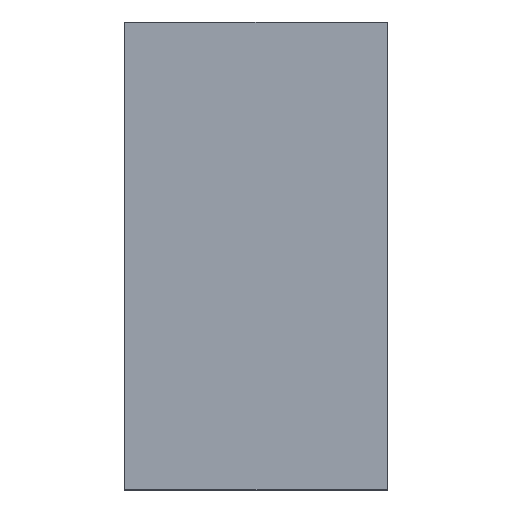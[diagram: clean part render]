
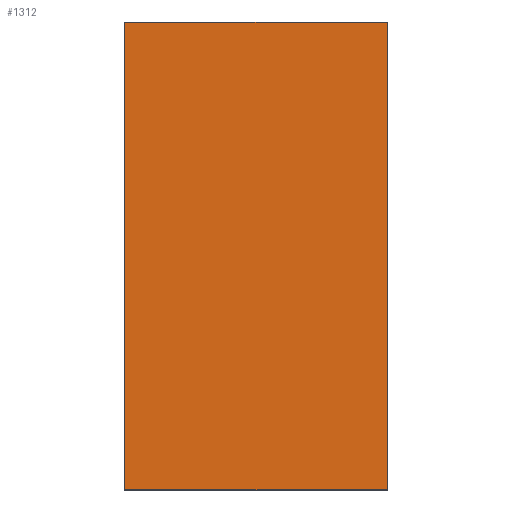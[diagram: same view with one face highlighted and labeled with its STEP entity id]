
A CAD part, top view. The second image highlights one B-rep face of the part: STEP entity #1312.
In plain terms, the highlighted planar face has unit normal (0, 0, 1).
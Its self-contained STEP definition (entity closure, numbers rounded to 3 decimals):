
#1153 = CARTESIAN_POINT ( 'NONE',  ( -1.55, -5.56, 4.2 ) ) ;
#1154 = VERTEX_POINT ( 'NONE', #1153 ) ;
#1161 = CARTESIAN_POINT ( 'NONE',  ( -1.55, 3.54, 4.2 ) ) ;
#1162 = VERTEX_POINT ( 'NONE', #1161 ) ;
#1163 = CARTESIAN_POINT ( 'NONE',  ( -1.55, 3.54, 4.2 ) ) ;
#1164 = DIRECTION ( 'NONE',  ( 0., -1., 0. ) ) ;
#1165 = VECTOR ( 'NONE', #1164, 1000. ) ;
#1166 = LINE ( 'NONE', #1163, #1165 ) ;
#1167 = EDGE_CURVE ( 'NONE', #1162, #1154, #1166, .T. ) ;
#1225 = CARTESIAN_POINT ( 'NONE',  ( 3.55, -5.56, 4.2 ) ) ;
#1226 = VERTEX_POINT ( 'NONE', #1225 ) ;
#1233 = CARTESIAN_POINT ( 'NONE',  ( -1.55, -5.56, 4.2 ) ) ;
#1234 = DIRECTION ( 'NONE',  ( 1., 0., 0. ) ) ;
#1235 = VECTOR ( 'NONE', #1234, 1000. ) ;
#1236 = LINE ( 'NONE', #1233, #1235 ) ;
#1237 = EDGE_CURVE ( 'NONE', #1154, #1226, #1236, .T. ) ;
#1256 = CARTESIAN_POINT ( 'NONE',  ( 3.55, 3.54, 4.2 ) ) ;
#1257 = VERTEX_POINT ( 'NONE', #1256 ) ;
#1264 = CARTESIAN_POINT ( 'NONE',  ( 3.55, 3.54, 4.2 ) ) ;
#1265 = DIRECTION ( 'NONE',  ( 0., 1., 0. ) ) ;
#1266 = VECTOR ( 'NONE', #1265, 1000. ) ;
#1267 = LINE ( 'NONE', #1264, #1266 ) ;
#1268 = EDGE_CURVE ( 'NONE', #1226, #1257, #1267, .T. ) ;
#1286 = CARTESIAN_POINT ( 'NONE',  ( -1.55, 3.54, 4.2 ) ) ;
#1287 = DIRECTION ( 'NONE',  ( -1., 0., 0. ) ) ;
#1288 = VECTOR ( 'NONE', #1287, 1000. ) ;
#1289 = LINE ( 'NONE', #1286, #1288 ) ;
#1290 = EDGE_CURVE ( 'NONE', #1257, #1162, #1289, .T. ) ;
#1301 = ORIENTED_EDGE ( 'NONE', *, *, #1167, .T. ) ;
#1302 = ORIENTED_EDGE ( 'NONE', *, *, #1237, .T. ) ;
#1303 = ORIENTED_EDGE ( 'NONE', *, *, #1268, .T. ) ;
#1304 = ORIENTED_EDGE ( 'NONE', *, *, #1290, .T. ) ;
#1305 = EDGE_LOOP ( 'NONE', ( #1301, #1302, #1303, #1304 ) ) ;
#1306 = FACE_OUTER_BOUND ( 'NONE', #1305, .T. ) ;
#1307 = CARTESIAN_POINT ( 'NONE',  ( 1., -1.01, 4.2 ) ) ;
#1308 = DIRECTION ( 'NONE',  ( 0., 0., 1. ) ) ;
#1309 = DIRECTION ( 'NONE',  ( 0., -1., 0. ) ) ;
#1310 = AXIS2_PLACEMENT_3D ( 'NONE', #1307, #1308, #1309 ) ;
#1311 = PLANE ( 'NONE', #1310 ) ;
#1312 = ADVANCED_FACE ( 'NONE', ( #1306 ), #1311, .T. ) ;
